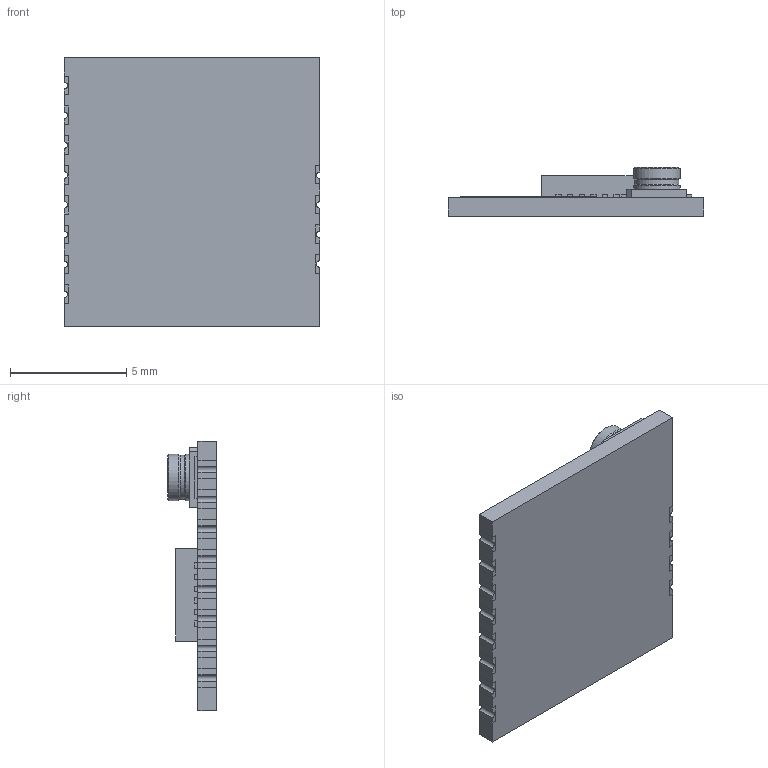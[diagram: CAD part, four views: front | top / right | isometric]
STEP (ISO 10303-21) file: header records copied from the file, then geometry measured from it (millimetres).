
FILE_DESCRIPTION(('FreeCAD Model'),'2;1');
FILE_NAME('Open CASCADE Shape Model','2025-10-25T16:19:46',(''),(''), 'Open CASCADE STEP processor 7.8','FreeCAD','Unknown');
FILE_SCHEMA(('AUTOMOTIVE_DESIGN { 1 0 10303 214 1 1 1 1 }'));
Length unit declared in the file: millimetre
Products named in the file (49): Unnamed; STM32F413CHU032; STM32F413CHU6; STM32F413CHU007; STM32F413CHU008; STM32F413CHU009; STM32F413CHU010; STM32F413CHU011; STM32F413CHU012; STM32F413CHU013; STM32F413CHU014; STM32F413CHU015; STM32F413CHU016; STM32F413CHU017; STM32F413CHU018; STM32F413CHU019; STM32F413CHU020; STM32F413CHU021; STM32F413CHU022; STM32F413CHU023; STM32F413CHU024; STM32F413CHU025; STM32F413CHU026; STM32F413CHU027; STM32F413CHU028; STM32F413CHU029; STM32F413CHU030; STM32F413CHU031; Wio-SX1262 v2; U.FL Connector v004; U.FL Connector v1; U.FL Connector v002; U.FL Connector v003; COMPOUND015; COMPOUND; COMPOUND001; COMPOUND002; COMPOUND003; COMPOUND004; COMPOUND005 ...
Assembly tree (48 placements, depth 4):
  Unnamed
    STM32F413CHU032
      STM32F413CHU6
      STM32F413CHU007
      STM32F413CHU008
      STM32F413CHU009
      STM32F413CHU010
      STM32F413CHU011
      STM32F413CHU012
      STM32F413CHU013
      STM32F413CHU014
      STM32F413CHU015
      STM32F413CHU016
      STM32F413CHU017
      STM32F413CHU018
      STM32F413CHU019
      STM32F413CHU020
      STM32F413CHU021
      STM32F413CHU022
      STM32F413CHU023
      STM32F413CHU024
      STM32F413CHU025
      STM32F413CHU026
      STM32F413CHU027
      STM32F413CHU028
      STM32F413CHU029
      STM32F413CHU030
      STM32F413CHU031
    Wio-SX1262 v2
      U.FL Connector v004
        U.FL Connector v1
        U.FL Connector v002
        U.FL Connector v003
      COMPOUND015
        COMPOUND
        COMPOUND001
        COMPOUND002
        COMPOUND003
        COMPOUND004
        COMPOUND005
        COMPOUND006
        COMPOUND007
        COMPOUND008
        COMPOUND009
        COMPOUND010
        COMPOUND011
        COMPOUND012
    sh.glb
      Mesh_Mesh_head_geo.001_lambert2SG.001
Bounding box: 11 x 2.11 x 11.6 mm (x, y, z)
Volume: 120.9 mm3; surface area: 444.7 mm2
Topology: 42 solids, 43 shells, 688 faces, 1583 edges, 985 vertices
Faces by surface type: plane 601, cylinder 83, cone 3, sphere 1
Full cylindrical faces by diameter (mm): 0.5 x1, 1.65 x1, 1.9 x1, 2 x2
Entity records: 20253 total; most frequent: CARTESIAN_POINT 3304, DIRECTION 3227, ORIENTED_EDGE 3164, EDGE_CURVE 1582, LINE 1411, VECTOR 1411, VERTEX_POINT 985, AXIS2_PLACEMENT_3D 908
